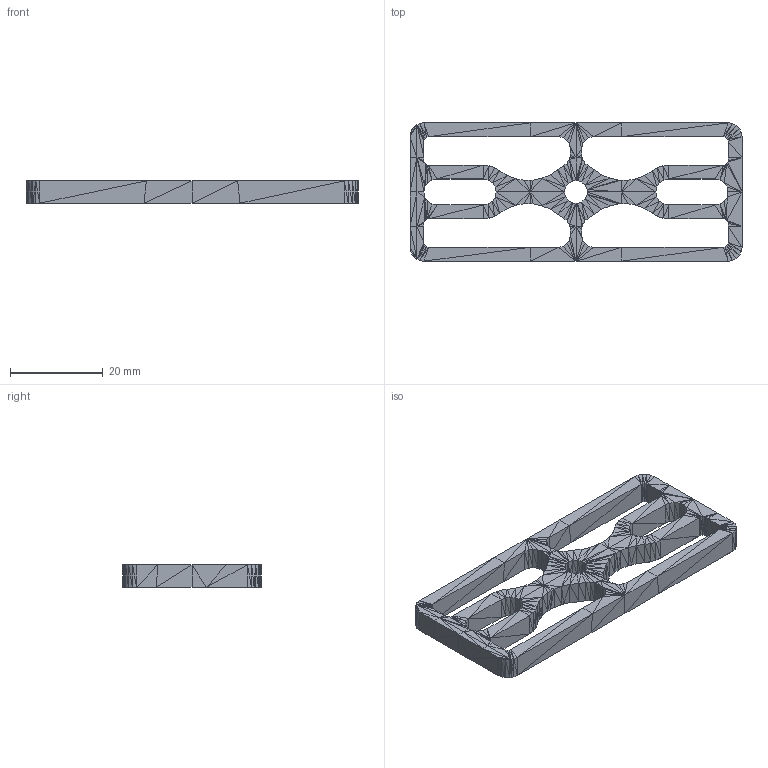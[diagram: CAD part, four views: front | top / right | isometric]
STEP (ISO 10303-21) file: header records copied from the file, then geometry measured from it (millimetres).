
FILE_DESCRIPTION (( 'STEP AP203' ), '1' );
FILE_NAME ('Pico Flat Plate Mount-step File.STEP', '2013-12-27T23:51:53', ( 'E' ), ( '' ), 'SwSTEP 2.0', 'SolidWorks 2013', '' );
FILE_SCHEMA (( 'CONFIG_CONTROL_DESIGN' ));
Length unit declared in the file: millimetre
Products named in the file (1): Pico Flat Plate Mount-step File
Bounding box: 71.6 x 29.84 x 4.83 mm (x, y, z)
Volume: 5057.9 mm3; surface area: 4915.4 mm2
Topology: 1 solids, 1 shells, 1042 faces, 1563 edges, 509 vertices
Faces by surface type: plane 1042
Entity records: 20380 total; most frequent: DIRECTION 3649, ORIENTED_EDGE 3126, CARTESIAN_POINT 3115, VECTOR 1563, EDGE_CURVE 1563, LINE 1563, AXIS2_PLACEMENT_3D 1043, EDGE_LOOP 1042
